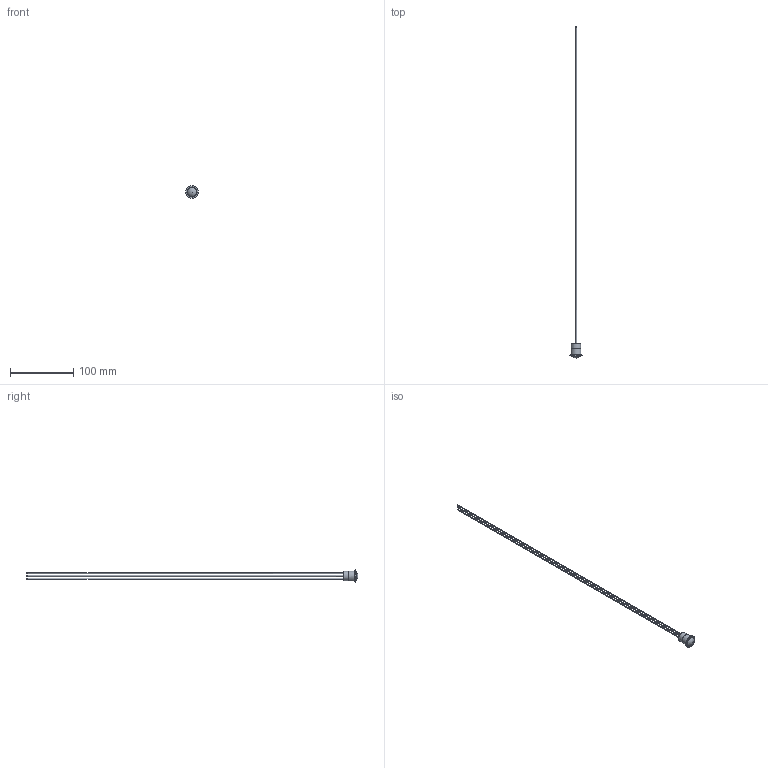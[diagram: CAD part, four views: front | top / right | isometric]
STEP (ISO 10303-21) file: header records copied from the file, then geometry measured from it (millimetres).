
FILE_DESCRIPTION(/* description */ (''),/* implementation_level */ '2;1');
FILE_NAME(/* name */ 'PMV6DW1Bxxx.stp',/* time_stamp */ '2022-09-09T10:34:59-05:00',/* author */ ('mwilliams'),/* organization */ (''),/* preprocessor_version */ 'ST-DEVELOPER v18',/* originating_system */ 'Autodesk Inventor 2020',/* authorisation */ '');
FILE_SCHEMA (('AUTOMOTIVE_DESIGN { 1 0 10303 214 3 1 1 }'));
Length unit declared in the file: inch
Products named in the file (1): 000026280_Shrinkwrap_1
Bounding box: 19.8 x 523 x 19.8 mm (x, y, z)
Volume: 7686.1 mm3; surface area: 10269.3 mm2
Topology: 2 solids, 2 shells, 31 faces, 73 edges, 55 vertices
Faces by surface type: plane 14, cylinder 12, torus 3, cone 1, sphere 1
Full cylindrical faces by diameter (mm): 0.95 x3, 1.75 x3, 15 x3, 15.83 x1, 19.8 x1
Entity records: 991 total; most frequent: DIRECTION 191, CARTESIAN_POINT 161, ORIENTED_EDGE 144, AXIS2_PLACEMENT_3D 88, EDGE_CURVE 72, CIRCLE 56, VERTEX_POINT 55, EDGE_LOOP 41
